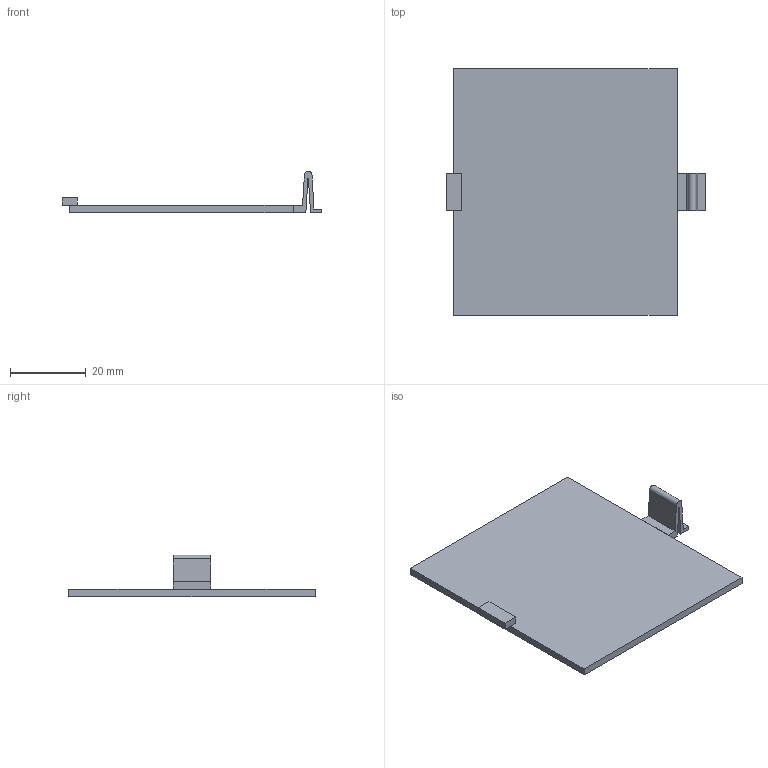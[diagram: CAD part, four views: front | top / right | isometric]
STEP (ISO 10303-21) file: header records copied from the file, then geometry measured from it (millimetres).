
FILE_DESCRIPTION(/* description */ (''),/* implementation_level */ '2;1');
FILE_NAME(/* name */ 'Latch_v3.step',/* time_stamp */ '2025-12-16T23:59:30+01:00',/* author */ (''),/* organization */ (''),/* preprocessor_version */ 'ST-DEVELOPER v20.1',/* originating_system */ 'Autodesk Translation Framework v14.21.0.0',/* authorisation */ '');
FILE_SCHEMA (('AUTOMOTIVE_DESIGN { 1 0 10303 214 3 1 1 }'));
Length unit declared in the file: millimetre
Products named in the file (1): 2025-11-21-11-32-09-056
Bounding box: 68.62 x 65 x 11 mm (x, y, z)
Volume: 8035.1 mm3; surface area: 8842.4 mm2
Topology: 2 solids, 2 shells, 27 faces, 67 edges, 44 vertices
Faces by surface type: plane 25, cylinder 2
Entity records: 821 total; most frequent: CARTESIAN_POINT 139, ORIENTED_EDGE 134, DIRECTION 127, EDGE_CURVE 67, LINE 63, VECTOR 63, VERTEX_POINT 44, AXIS2_PLACEMENT_3D 32
